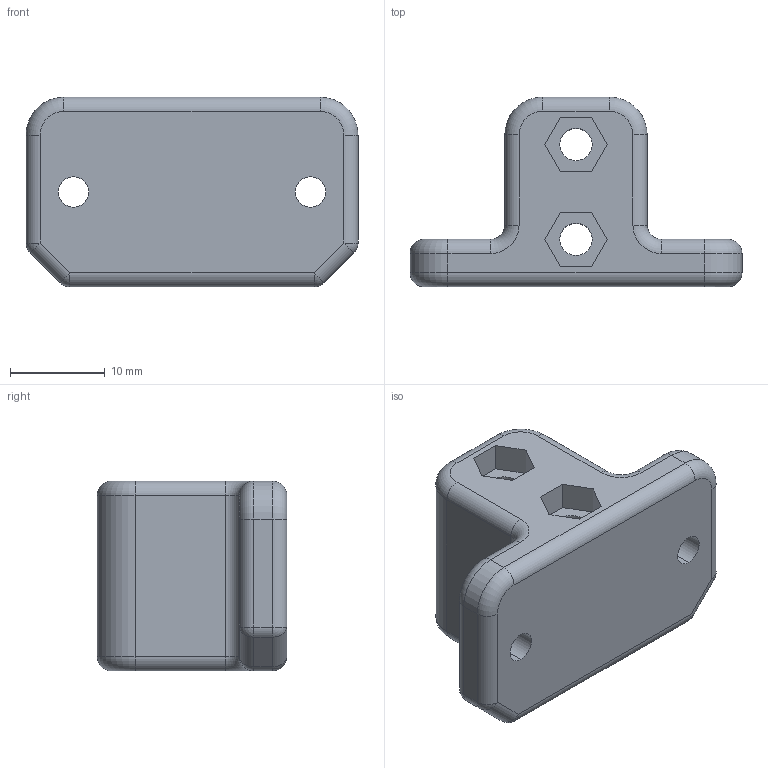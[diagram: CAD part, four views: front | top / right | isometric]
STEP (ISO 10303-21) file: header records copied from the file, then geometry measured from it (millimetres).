
FILE_DESCRIPTION (( 'STEP AP214' ), '1' );
FILE_NAME ('temp cable relief.STEP', '2025-05-20T15:59:40', ( '' ), ( '' ), 'SwSTEP 2.0', 'SolidWorks 2024', '' );
FILE_SCHEMA (( 'AUTOMOTIVE_DESIGN' ));
Length unit declared in the file: millimetre
Products named in the file (1): temp cable relief
Bounding box: 35 x 20 x 20 mm (x, y, z)
Volume: 6998.4 mm3; surface area: 3190.3 mm2
Topology: 1 solids, 1 shells, 90 faces, 210 edges, 120 vertices
Faces by surface type: cylinder 42, plane 28, torus 12, sphere 8
Entity records: 2539 total; most frequent: DIRECTION 482, CARTESIAN_POINT 415, ORIENTED_EDGE 408, EDGE_CURVE 204, AXIS2_PLACEMENT_3D 187, VERTEX_POINT 120, LINE 108, VECTOR 108
